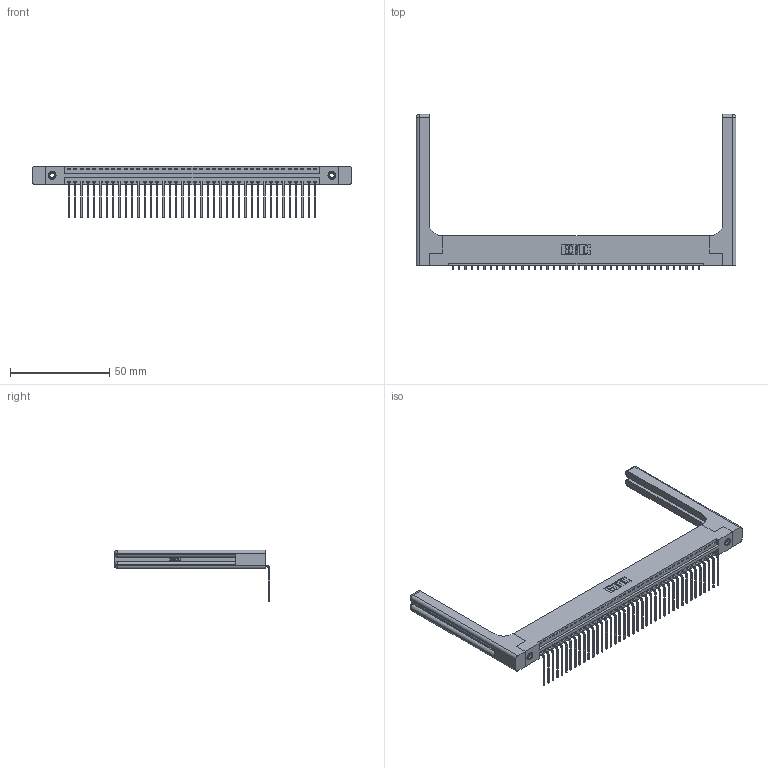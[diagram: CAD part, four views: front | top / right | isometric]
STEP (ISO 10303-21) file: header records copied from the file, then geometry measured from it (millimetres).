
FILE_DESCRIPTION (( 'STEP AP203' ), '1' );
FILE_NAME ('396-040-559-158.STEP', '2019-10-31T22:45:15', ( '' ), ( '' ), 'SwSTEP 2.0', 'SolidWorks 2016', '' );
FILE_SCHEMA (( 'CONFIG_CONTROL_DESIGN' ));
Length unit declared in the file: inch
Products named in the file (5): 346-220-058_345-220-058; 396-040-559-158; 346 Part_Flush Mounting Lugs - 0.156 Dia-TH; 345-292-001_558 559 Tail - 1; 345-250-001_345-250-001-102
Assembly tree (45 placements, depth 2):
  396-040-559-158
    346 Part_Flush Mounting Lugs - 0.156 Dia-TH
    345-292-001_558 559 Tail - 1  x40
    345-250-001_345-250-001-102  x2
    346-220-058_345-220-058  x2
Bounding box: 161.06 x 78.04 x 26.16 mm (x, y, z)
Volume: 23055 mm3; surface area: 25361.8 mm2
Topology: 45 solids, 45 shells, 2778 faces, 8275 edges, 5442 vertices
Faces by surface type: plane 1904, cylinder 814, bspline 36, cone 12, sphere 8, torus 4
Entity records: 30360 total; most frequent: CARTESIAN_POINT 6185, ORIENTED_EDGE 4956, DIRECTION 4390, EDGE_CURVE 2478, LINE 2094, VECTOR 2094, VERTEX_POINT 1642, AXIS2_PLACEMENT_3D 1148
